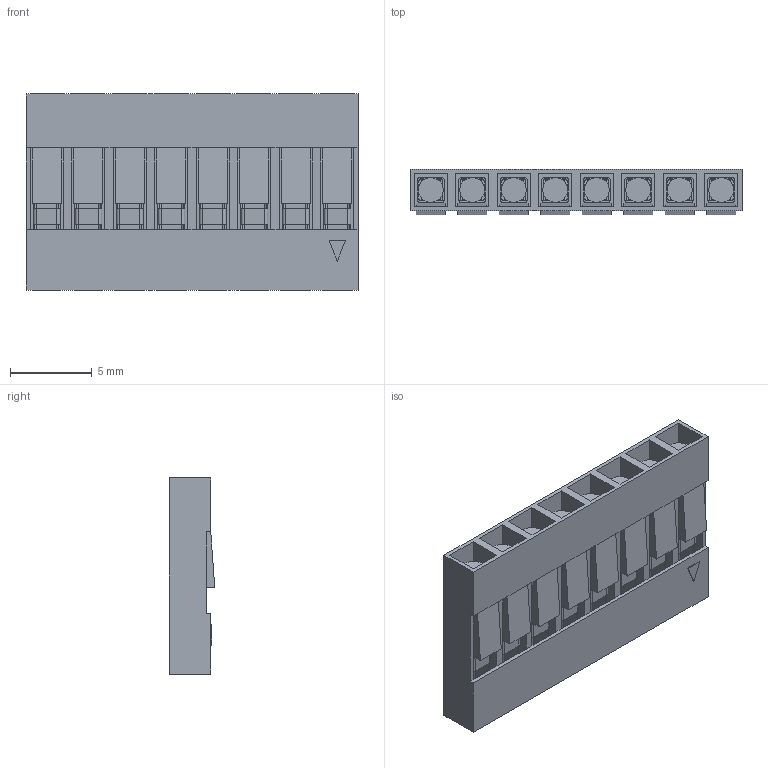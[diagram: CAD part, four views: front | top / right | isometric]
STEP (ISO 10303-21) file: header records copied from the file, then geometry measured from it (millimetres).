
FILE_DESCRIPTION (( 'STEP AP214' ), '1' );
FILE_NAME ('DS1071-1x8.STEP', '2019-05-31T22:33:04', ( 'VR' ), ( '' ), 'SwSTEP 2.0', 'SolidWorks 2016', '' );
FILE_SCHEMA (( 'AUTOMOTIVE_DESIGN' ));
Length unit declared in the file: millimetre
Products named in the file (1): DS1071-1x8
Bounding box: 20.32 x 2.79 x 12 mm (x, y, z)
Volume: 294.8 mm3; surface area: 2108.8 mm2
Topology: 9 solids, 9 shells, 542 faces, 1649 edges, 1046 vertices
Faces by surface type: plane 398, cylinder 144
Entity records: 24545 total; most frequent: ORIENTED_EDGE 3298, CARTESIAN_POINT 3238, DIRECTION 3103, EDGE_CURVE 1649, VECTOR 1281, LINE 1281, VERTEX_POINT 1046, AXIS2_PLACEMENT_3D 911
